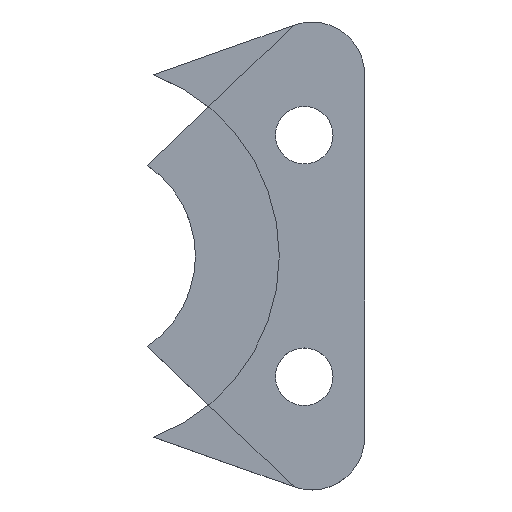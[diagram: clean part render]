
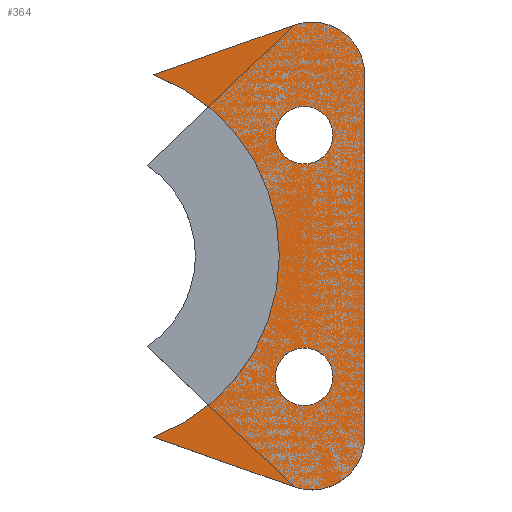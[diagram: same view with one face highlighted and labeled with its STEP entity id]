
A CAD part, top view. The second image highlights one B-rep face of the part: STEP entity #364.
In plain terms, the highlighted planar face has unit normal (0, 0, 1).
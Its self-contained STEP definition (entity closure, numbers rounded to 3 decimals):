
#29=FACE_BOUND('',#77,.T.);
#30=FACE_BOUND('',#78,.T.);
#39=PLANE('',#421);
#54=FACE_OUTER_BOUND('',#76,.T.);
#76=EDGE_LOOP('',(#289,#290,#291,#292,#293,#294));
#77=EDGE_LOOP('',(#295));
#78=EDGE_LOOP('',(#296));
#95=LINE('',#576,#123);
#101=LINE('',#600,#129);
#105=LINE('',#611,#133);
#123=VECTOR('',#459,10.);
#129=VECTOR('',#485,10.);
#133=VECTOR('',#497,10.);
#149=CIRCLE('',#403,8.75);
#151=CIRCLE('',#407,32.);
#153=CIRCLE('',#410,4.765);
#155=CIRCLE('',#413,4.765);
#157=CIRCLE('',#417,8.75);
#169=VERTEX_POINT('',#566);
#170=VERTEX_POINT('',#567);
#173=VERTEX_POINT('',#575);
#175=VERTEX_POINT('',#581);
#177=VERTEX_POINT('',#587);
#179=VERTEX_POINT('',#593);
#181=VERTEX_POINT('',#599);
#183=VERTEX_POINT('',#605);
#201=EDGE_CURVE('',#169,#170,#149,.T.);
#205=EDGE_CURVE('',#170,#173,#95,.T.);
#208=EDGE_CURVE('',#173,#175,#151,.T.);
#211=EDGE_CURVE('',#177,#177,#153,.T.);
#214=EDGE_CURVE('',#179,#179,#155,.T.);
#217=EDGE_CURVE('',#175,#181,#101,.T.);
#220=EDGE_CURVE('',#181,#183,#157,.T.);
#223=EDGE_CURVE('',#183,#169,#105,.T.);
#289=ORIENTED_EDGE('',*,*,#217,.F.);
#290=ORIENTED_EDGE('',*,*,#208,.F.);
#291=ORIENTED_EDGE('',*,*,#205,.F.);
#292=ORIENTED_EDGE('',*,*,#201,.F.);
#293=ORIENTED_EDGE('',*,*,#223,.F.);
#294=ORIENTED_EDGE('',*,*,#220,.F.);
#295=ORIENTED_EDGE('',*,*,#214,.F.);
#296=ORIENTED_EDGE('',*,*,#211,.F.);
#364=ADVANCED_FACE('',(#54,#29,#30),#39,.T.);
#403=AXIS2_PLACEMENT_3D('',#568,#451,#452);
#407=AXIS2_PLACEMENT_3D('',#582,#464,#465);
#410=AXIS2_PLACEMENT_3D('',#588,#471,#472);
#413=AXIS2_PLACEMENT_3D('',#594,#478,#479);
#417=AXIS2_PLACEMENT_3D('',#606,#490,#491);
#421=AXIS2_PLACEMENT_3D('',#614,#501,#502);
#451=DIRECTION('center_axis',(0.,0.,-1.));
#452=DIRECTION('ref_axis',(-1.,0.,0.));
#459=DIRECTION('',(-0.943,0.333,0.));
#464=DIRECTION('center_axis',(0.,0.,1.));
#465=DIRECTION('ref_axis',(1.,0.,0.));
#471=DIRECTION('center_axis',(0.,0.,1.));
#472=DIRECTION('ref_axis',(1.,0.,0.));
#478=DIRECTION('center_axis',(0.,0.,1.));
#479=DIRECTION('ref_axis',(1.,0.,0.));
#485=DIRECTION('',(0.943,0.333,0.));
#490=DIRECTION('center_axis',(0.,0.,-1.));
#491=DIRECTION('ref_axis',(1.,0.,0.));
#497=DIRECTION('',(0.,-1.,0.));
#501=DIRECTION('center_axis',(0.,0.,1.));
#502=DIRECTION('ref_axis',(1.,0.,0.));
#566=CARTESIAN_POINT('',(46.136,-30.,6.35));
#567=CARTESIAN_POINT('',(34.469,-38.25,6.35));
#568=CARTESIAN_POINT('Origin',(37.386,-30.,6.35));
#575=CARTESIAN_POINT('',(11.136,-30.,6.35));
#576=CARTESIAN_POINT('',(14.199,-31.083,6.35));
#581=CARTESIAN_POINT('',(11.136,30.,6.35));
#582=CARTESIAN_POINT('Origin',(0.,0.,6.35));
#587=CARTESIAN_POINT('',(31.371,20.,6.35));
#588=CARTESIAN_POINT('Origin',(36.136,20.,6.35));
#593=CARTESIAN_POINT('',(31.371,-20.,6.35));
#594=CARTESIAN_POINT('Origin',(36.136,-20.,6.35));
#599=CARTESIAN_POINT('',(34.469,38.25,6.35));
#600=CARTESIAN_POINT('',(25.866,35.208,6.35));
#605=CARTESIAN_POINT('',(46.136,30.,6.35));
#606=CARTESIAN_POINT('Origin',(37.386,30.,6.35));
#611=CARTESIAN_POINT('',(46.136,-15.,6.35));
#614=CARTESIAN_POINT('Origin',(28.636,0.,6.35));
